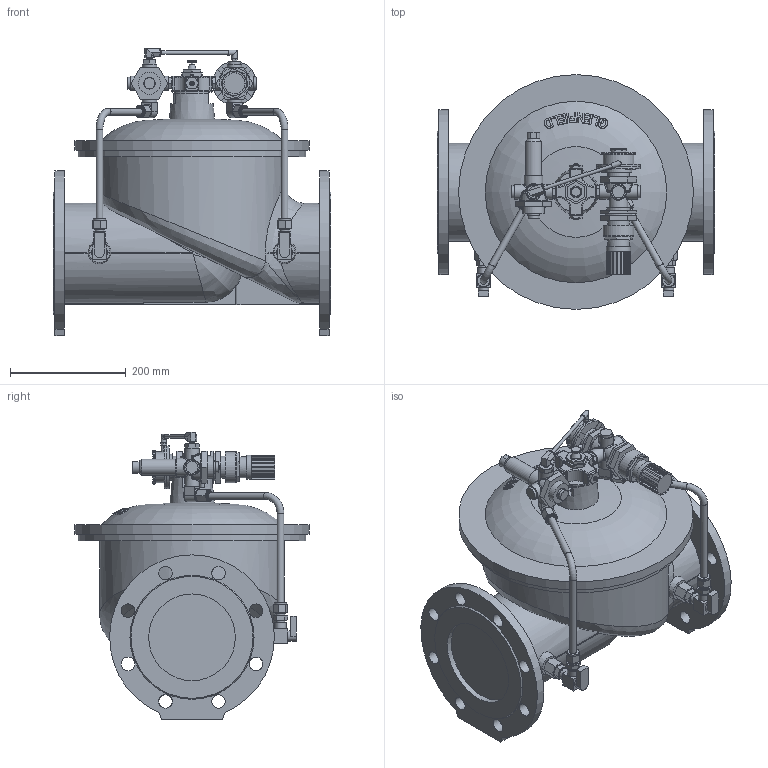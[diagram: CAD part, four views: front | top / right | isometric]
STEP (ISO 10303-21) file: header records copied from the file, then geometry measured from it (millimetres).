
FILE_DESCRIPTION (( 'STEP AP203' ), '1' );
FILE_NAME ('O_859_10_DN150_114XX10_AA0_step.step', '2017-01-09T07:10:55', ( 'Windows User' ), ( 'AVK' ), 'SwSTEP 2.0', 'SolidWorks 2012', '' );
FILE_SCHEMA (( 'CONFIG_CONTROL_DESIGN' ));
Length unit declared in the file: millimetre
Products named in the file (1): O_859_10_DN150_114XX10_AA0_step
Bounding box: 480 x 406 x 497 mm (x, y, z)
Volume: 27949335.8 mm3; surface area: 997460.1 mm2
Topology: 1 solids, 1 shells, 1129 faces, 2806 edges, 1743 vertices
Faces by surface type: plane 565, cylinder 240, cone 164, bspline 84, torus 56, sphere 20
Full cylindrical faces by diameter (mm): 4 x1, 6 x1, 7 x1, 7.7 x2, 9 x2, 9.7 x1, 12 x4, 14 x1, 15.002 x2, 16 x5, 18 x6, 19 x1, 19.6 x2, 20 x7, 21 x5, 23.5 x16, 24 x2, 25 x8, 26 x2, 28 x1, 32 x2, 37 x1, 38 x3, 40 x1, 42 x1, 46 x3, 48 x3, 53 x3, 58 x1, 70 x1
Entity records: 41277 total; most frequent: CARTESIAN_POINT 16606, ORIENTED_EDGE 5132, DIRECTION 4818, EDGE_CURVE 2566, AXIS2_PLACEMENT_3D 1857, VERTEX_POINT 1663, EDGE_LOOP 1387, FACE_OUTER_BOUND 1241
